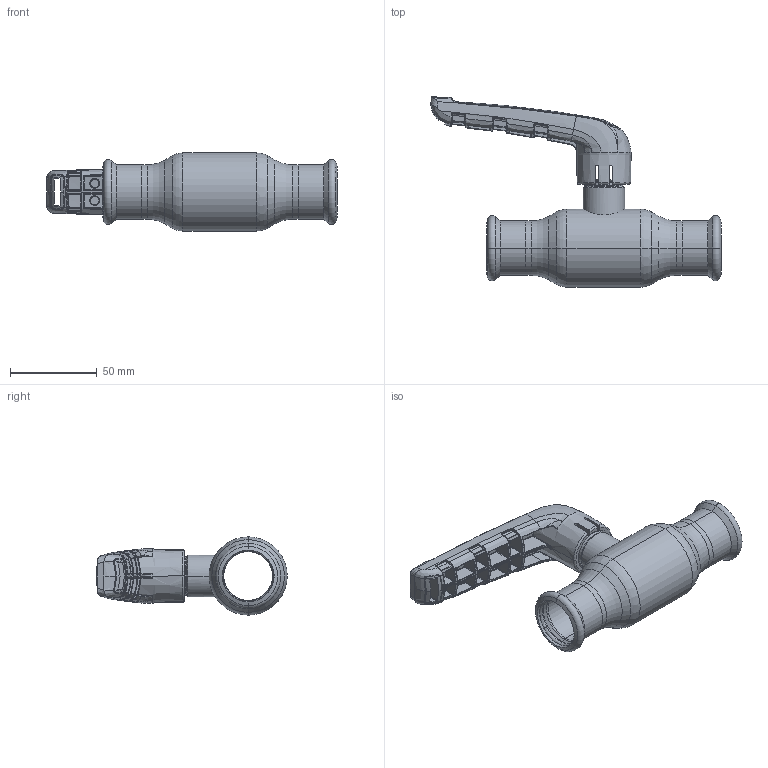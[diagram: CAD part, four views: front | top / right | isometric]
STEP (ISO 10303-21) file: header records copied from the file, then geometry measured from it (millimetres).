
FILE_DESCRIPTION (( 'STEP AP214' ), '1' );
FILE_NAME ('XPR10100 DN25 28 x 28.step', '2018-09-10T11:02:06', ( '' ), ( '' ), 'SwSTEP 2.0', 'SolidWorks 2017', '' );
FILE_SCHEMA (( 'AUTOMOTIVE_DESIGN' ));
Length unit declared in the file: millimetre
Products named in the file (1): XPR10100 DN25 28 x 28
Bounding box: 167.07 x 109.61 x 45 mm (x, y, z)
Surface area: 41485.9 mm2 (no closed solid volume)
Topology: 0 solids, 10 shells, 780 faces, 2644 edges, 1767 vertices
Faces by surface type: bspline 624, plane 52, cylinder 34, cone 33, torus 25, sphere 12
Entity records: 62743 total; most frequent: CARTESIAN_POINT 37543, ORIENTED_EDGE 4281, EDGE_CURVE 2633, B_SPLINE_CURVE_WITH_KNOTS 1884, VERTEX_POINT 1763, DIRECTION 1660, EDGE_LOOP 802, UNCERTAINTY_MEASURE_WITH_UNIT 782
